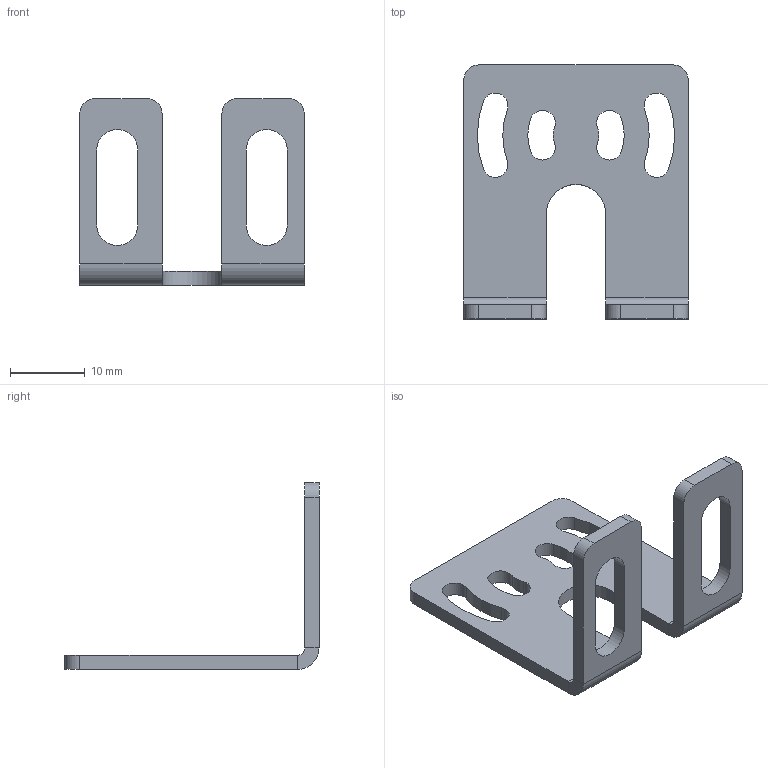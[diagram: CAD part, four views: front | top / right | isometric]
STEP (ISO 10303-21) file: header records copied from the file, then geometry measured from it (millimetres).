
FILE_DESCRIPTION((''),'2;1');
FILE_NAME('200611_ASM','2017-06-14T',('PDMAdmin'),('BANNER ENGINEERING'),'CREO PARAMETRIC BY PTC INC, 2016260','CREO PARAMETRIC BY PTC INC, 2016260','');
FILE_SCHEMA(('CONFIG_CONTROL_DESIGN'));
Length unit declared in the file: millimetre
Products named in the file (2): 199077; 200611_ASM
Assembly tree (1 placements, depth 2):
  200611_ASM
    199077
Bounding box: 30 x 34 x 25 mm (x, y, z)
Volume: 2083.4 mm3; surface area: 2966.6 mm2
Topology: 1 solids, 1 shells, 56 faces, 146 edges, 92 vertices
Faces by surface type: cylinder 31, plane 25
Entity records: 1815 total; most frequent: DIRECTION 326, CARTESIAN_POINT 297, ORIENTED_EDGE 292, EDGE_CURVE 146, AXIS2_PLACEMENT_3D 121, VERTEX_POINT 92, VECTOR 84, LINE 84
